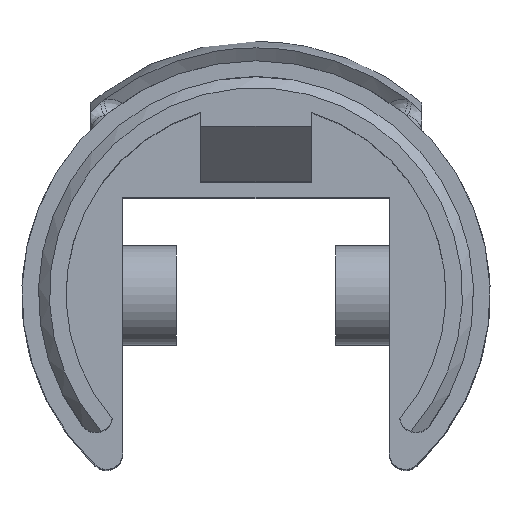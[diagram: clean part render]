
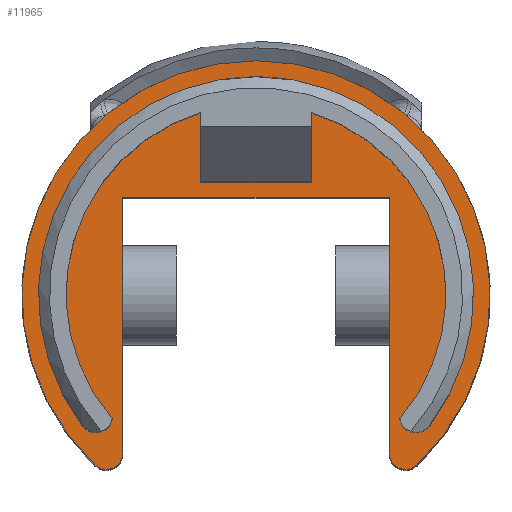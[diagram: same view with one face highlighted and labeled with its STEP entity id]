
A CAD part, top view. The second image highlights one B-rep face of the part: STEP entity #11965.
In plain terms, the highlighted planar face has unit normal (0, 0, 1).
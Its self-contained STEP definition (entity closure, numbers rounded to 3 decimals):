
#44 = CARTESIAN_POINT ( 'NONE',  ( 14.5, -11., 0. ) ) ;
#175 = ORIENTED_EDGE ( 'NONE', *, *, #10522, .F. ) ;
#245 = CARTESIAN_POINT ( 'NONE',  ( 14.582, -15.389, 0. ) ) ;
#271 = ORIENTED_EDGE ( 'NONE', *, *, #1167, .F. ) ;
#359 = CARTESIAN_POINT ( 'NONE',  ( 0., 0., 0. ) ) ;
#689 = CARTESIAN_POINT ( 'NONE',  ( -5., 16.457, 0. ) ) ;
#709 = VERTEX_POINT ( 'NONE', #18197 ) ;
#909 = DIRECTION ( 'NONE',  ( 0., 0., -1. ) ) ;
#1003 = CIRCLE ( 'NONE', #14712, 21.2 ) ;
#1099 = VERTEX_POINT ( 'NONE', #245 ) ;
#1167 = EDGE_CURVE ( 'NONE', #13227, #709, #8380, .T. ) ;
#1182 = VERTEX_POINT ( 'NONE', #11514 ) ;
#1520 = ORIENTED_EDGE ( 'NONE', *, *, #10203, .F. ) ;
#1725 = CIRCLE ( 'NONE', #4028, 1.5 ) ;
#1786 = DIRECTION ( 'NONE',  ( -1., 0., 0. ) ) ;
#1978 = CARTESIAN_POINT ( 'NONE',  ( 5., 10.2, 0. ) ) ;
#1985 = ORIENTED_EDGE ( 'NONE', *, *, #16793, .F. ) ;
#2104 = EDGE_CURVE ( 'NONE', #17298, #1099, #1003, .T. ) ;
#2257 = CIRCLE ( 'NONE', #5547, 17.2 ) ;
#2312 = CARTESIAN_POINT ( 'NONE',  ( 12.05, 8.8, 0. ) ) ;
#2446 = PLANE ( 'NONE',  #15779 ) ;
#2596 = EDGE_CURVE ( 'NONE', #5038, #6704, #1725, .T. ) ;
#2747 = CARTESIAN_POINT ( 'NONE',  ( -5., 10.2, 0. ) ) ;
#2838 = EDGE_CURVE ( 'NONE', #14878, #8789, #7118, .T. ) ;
#2868 = ORIENTED_EDGE ( 'NONE', *, *, #18983, .F. ) ;
#2978 = CIRCLE ( 'NONE', #11495, 1.5 ) ;
#3014 = EDGE_CURVE ( 'NONE', #4812, #12439, #7637, .T. ) ;
#3264 = VECTOR ( 'NONE', #1786, 1000. ) ;
#3547 = DIRECTION ( 'NONE',  ( 0., 1., 0. ) ) ;
#3633 = CARTESIAN_POINT ( 'NONE',  ( 12.05, 8.8, 0. ) ) ;
#3714 = EDGE_LOOP ( 'NONE', ( #6514, #17661, #2868, #4580, #7087, #5096 ) ) ;
#3941 = DIRECTION ( 'NONE',  ( 0., -1., 0. ) ) ;
#4015 = DIRECTION ( 'NONE',  ( -1., 0., 0. ) ) ;
#4028 = AXIS2_PLACEMENT_3D ( 'NONE', #13533, #7359, #20016 ) ;
#4580 = ORIENTED_EDGE ( 'NONE', *, *, #2104, .F. ) ;
#4709 = DIRECTION ( 'NONE',  ( 0., 0., 1. ) ) ;
#4812 = VERTEX_POINT ( 'NONE', #12953 ) ;
#4947 = AXIS2_PLACEMENT_3D ( 'NONE', #44, #4709, #7834 ) ;
#5038 = VERTEX_POINT ( 'NONE', #15308 ) ;
#5096 = ORIENTED_EDGE ( 'NONE', *, *, #9602, .F. ) ;
#5159 = VECTOR ( 'NONE', #13177, 1000. ) ;
#5518 = EDGE_CURVE ( 'NONE', #12439, #14630, #15146, .T. ) ;
#5547 = AXIS2_PLACEMENT_3D ( 'NONE', #9705, #19289, #11410 ) ;
#5698 = LINE ( 'NONE', #6591, #15787 ) ;
#5986 = ORIENTED_EDGE ( 'NONE', *, *, #7505, .F. ) ;
#6132 = DIRECTION ( 'NONE',  ( 0., 0., -1. ) ) ;
#6505 = CARTESIAN_POINT ( 'NONE',  ( 13.019, -11.24, 0. ) ) ;
#6514 = ORIENTED_EDGE ( 'NONE', *, *, #5518, .F. ) ;
#6591 = CARTESIAN_POINT ( 'NONE',  ( -5., 16.457, 0. ) ) ;
#6704 = VERTEX_POINT ( 'NONE', #10380 ) ;
#6797 = AXIS2_PLACEMENT_3D ( 'NONE', #13749, #10757, #10578 ) ;
#6901 = CARTESIAN_POINT ( 'NONE',  ( -5., 10.2, 0. ) ) ;
#7087 = ORIENTED_EDGE ( 'NONE', *, *, #8068, .F. ) ;
#7118 = CIRCLE ( 'NONE', #4947, 1.5 ) ;
#7359 = DIRECTION ( 'NONE',  ( 0., 0., 1. ) ) ;
#7443 = CARTESIAN_POINT ( 'NONE',  ( -12.05, 8.8, 0. ) ) ;
#7505 = EDGE_CURVE ( 'NONE', #6704, #15107, #2257, .T. ) ;
#7629 = CARTESIAN_POINT ( 'NONE',  ( -13.55, -14.3, 0. ) ) ;
#7637 = LINE ( 'NONE', #9745, #19720 ) ;
#7834 = DIRECTION ( 'NONE',  ( -1., 0., 0. ) ) ;
#7917 = DIRECTION ( 'NONE',  ( 1., 0., 0. ) ) ;
#8068 = EDGE_CURVE ( 'NONE', #1182, #17298, #2978, .T. ) ;
#8272 = DIRECTION ( 'NONE',  ( -1., 0., 0. ) ) ;
#8380 = LINE ( 'NONE', #1978, #5159 ) ;
#8789 = VERTEX_POINT ( 'NONE', #12627 ) ;
#8818 = DIRECTION ( 'NONE',  ( 1., 0., 0. ) ) ;
#8886 = CIRCLE ( 'NONE', #6797, 19.5 ) ;
#9109 = CIRCLE ( 'NONE', #13051, 1.5 ) ;
#9539 = DIRECTION ( 'NONE',  ( 0., -1., 0. ) ) ;
#9602 = EDGE_CURVE ( 'NONE', #14630, #1182, #18276, .T. ) ;
#9705 = CARTESIAN_POINT ( 'NONE',  ( 0., 0., 0. ) ) ;
#9745 = CARTESIAN_POINT ( 'NONE',  ( 12.05, -14.3, 0. ) ) ;
#9757 = EDGE_CURVE ( 'NONE', #16879, #13227, #20000, .T. ) ;
#9904 = DIRECTION ( 'NONE',  ( 0., 0., -1. ) ) ;
#9936 = FACE_OUTER_BOUND ( 'NONE', #3714, .T. ) ;
#10203 = EDGE_CURVE ( 'NONE', #15107, #16879, #5698, .T. ) ;
#10380 = CARTESIAN_POINT ( 'NONE',  ( -13.019, -11.24, 0. ) ) ;
#10522 = EDGE_CURVE ( 'NONE', #8789, #5038, #8886, .T. ) ;
#10578 = DIRECTION ( 'NONE',  ( 1., 0., 0. ) ) ;
#10757 = DIRECTION ( 'NONE',  ( 0., 0., 1. ) ) ;
#11410 = DIRECTION ( 'NONE',  ( 1., 0., 0. ) ) ;
#11495 = AXIS2_PLACEMENT_3D ( 'NONE', #7629, #19755, #4015 ) ;
#11514 = CARTESIAN_POINT ( 'NONE',  ( -12.05, -14.3, 0. ) ) ;
#11965 = ADVANCED_FACE ( 'NONE', ( #20296, #9936 ), #2446, .F. ) ;
#12044 = CARTESIAN_POINT ( 'NONE',  ( 13.55, -14.3, 0. ) ) ;
#12243 = ORIENTED_EDGE ( 'NONE', *, *, #2596, .F. ) ;
#12439 = VERTEX_POINT ( 'NONE', #3633 ) ;
#12627 = CARTESIAN_POINT ( 'NONE',  ( 15.055, -12.393, 0. ) ) ;
#12953 = CARTESIAN_POINT ( 'NONE',  ( 12.05, -14.3, 0. ) ) ;
#13051 = AXIS2_PLACEMENT_3D ( 'NONE', #12044, #15351, #8818 ) ;
#13073 = VECTOR ( 'NONE', #3941, 1000. ) ;
#13177 = DIRECTION ( 'NONE',  ( 0., 1., 0. ) ) ;
#13227 = VERTEX_POINT ( 'NONE', #17310 ) ;
#13454 = CARTESIAN_POINT ( 'NONE',  ( -12.05, 8.8, 0. ) ) ;
#13533 = CARTESIAN_POINT ( 'NONE',  ( -14.5, -11., 0. ) ) ;
#13749 = CARTESIAN_POINT ( 'NONE',  ( 0., 0., 0. ) ) ;
#14416 = CARTESIAN_POINT ( 'NONE',  ( -14.582, -15.389, 0. ) ) ;
#14612 = AXIS2_PLACEMENT_3D ( 'NONE', #15570, #6132, #7917 ) ;
#14630 = VERTEX_POINT ( 'NONE', #7443 ) ;
#14712 = AXIS2_PLACEMENT_3D ( 'NONE', #359, #9904, #8272 ) ;
#14878 = VERTEX_POINT ( 'NONE', #6505 ) ;
#15107 = VERTEX_POINT ( 'NONE', #689 ) ;
#15146 = LINE ( 'NONE', #2312, #3264 ) ;
#15268 = EDGE_LOOP ( 'NONE', ( #15741, #1985, #271, #18655, #1520, #5986, #12243, #175 ) ) ;
#15308 = CARTESIAN_POINT ( 'NONE',  ( -15.055, -12.393, 0. ) ) ;
#15351 = DIRECTION ( 'NONE',  ( 0., 0., -1. ) ) ;
#15570 = CARTESIAN_POINT ( 'NONE',  ( 0., 0., 0. ) ) ;
#15741 = ORIENTED_EDGE ( 'NONE', *, *, #2838, .F. ) ;
#15779 = AXIS2_PLACEMENT_3D ( 'NONE', #18125, #909, #18329 ) ;
#15781 = CIRCLE ( 'NONE', #14612, 17.2 ) ;
#15787 = VECTOR ( 'NONE', #9539, 1000. ) ;
#16711 = DIRECTION ( 'NONE',  ( 1., 0., 0. ) ) ;
#16793 = EDGE_CURVE ( 'NONE', #709, #14878, #15781, .T. ) ;
#16879 = VERTEX_POINT ( 'NONE', #6901 ) ;
#17298 = VERTEX_POINT ( 'NONE', #14416 ) ;
#17310 = CARTESIAN_POINT ( 'NONE',  ( 5., 10.2, 0. ) ) ;
#17661 = ORIENTED_EDGE ( 'NONE', *, *, #3014, .F. ) ;
#18125 = CARTESIAN_POINT ( 'NONE',  ( -13.55, -14.3, 0. ) ) ;
#18197 = CARTESIAN_POINT ( 'NONE',  ( 5., 16.457, 0. ) ) ;
#18276 = LINE ( 'NONE', #13454, #13073 ) ;
#18329 = DIRECTION ( 'NONE',  ( -1., 0., 0. ) ) ;
#18655 = ORIENTED_EDGE ( 'NONE', *, *, #9757, .F. ) ;
#18983 = EDGE_CURVE ( 'NONE', #1099, #4812, #9109, .T. ) ;
#19289 = DIRECTION ( 'NONE',  ( 0., 0., -1. ) ) ;
#19502 = VECTOR ( 'NONE', #16711, 1000. ) ;
#19720 = VECTOR ( 'NONE', #3547, 1000. ) ;
#19755 = DIRECTION ( 'NONE',  ( 0., 0., -1. ) ) ;
#20000 = LINE ( 'NONE', #2747, #19502 ) ;
#20016 = DIRECTION ( 'NONE',  ( 1., 0., 0. ) ) ;
#20296 = FACE_BOUND ( 'NONE', #15268, .T. ) ;
